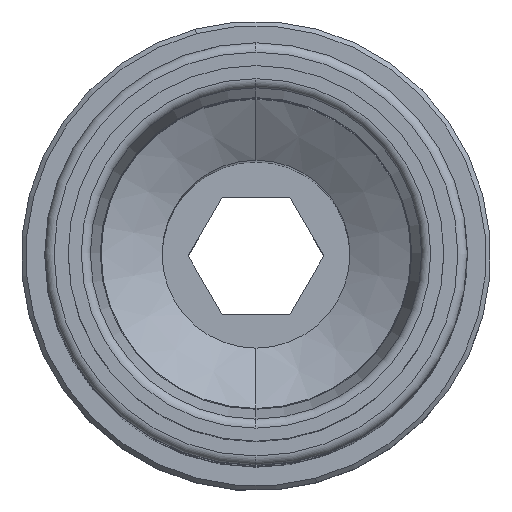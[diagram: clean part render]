
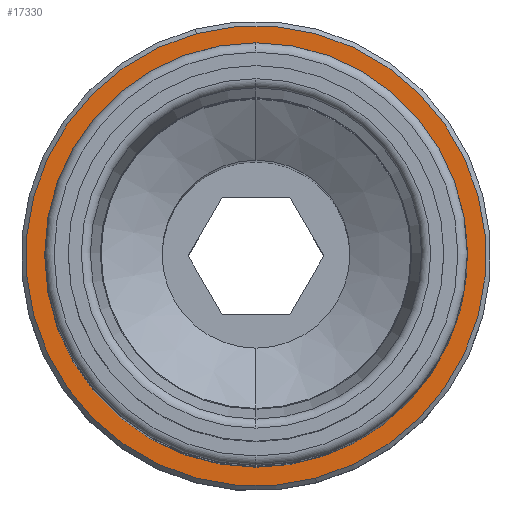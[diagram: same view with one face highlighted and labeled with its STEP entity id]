
A CAD part, top view. The second image highlights one B-rep face of the part: STEP entity #17330.
In plain terms, the highlighted face is planar.
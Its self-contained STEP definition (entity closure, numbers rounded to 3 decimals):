
#3190=CARTESIAN_POINT('',(-4.5,0.,30.4));
#3200=VERTEX_POINT('',#3190);
#3230=CARTESIAN_POINT('',(0.,0.,30.4));
#3240=DIRECTION('',(0.,0.,-1.));
#3250=DIRECTION('',(-1.,0.,0.));
#3260=AXIS2_PLACEMENT_3D('',#3230,#3240,#3250);
#3270=CIRCLE('',#3260,4.5);
#3280=CARTESIAN_POINT('',(4.,-2.062,30.4));
#3290=VERTEX_POINT('',#3280);
#3300=EDGE_CURVE('',#3290,#3200,#3270,.T.);
#3320=CARTESIAN_POINT('',(4.5,0.,30.4));
#3330=VERTEX_POINT('',#3320);
#3340=EDGE_CURVE('',#3330,#3290,#3270,.T.);
#7940=CARTESIAN_POINT('',(6.073,3.506,30.4));
#7950=DIRECTION('',(0.,-0.,-1.));
#7960=DIRECTION('',(0.966,-0.259,0.));
#7970=AXIS2_PLACEMENT_3D('',#7940,#7950,#7960);
#7980=PLANE('',#7970);
#16820=CARTESIAN_POINT('',(0.,0.,30.4));
#16830=DIRECTION('',(0.,0.,-1.));
#16840=DIRECTION('',(-0.966,0.259,0.));
#16850=AXIS2_PLACEMENT_3D('',#16820,#16830,#16840);
#16860=CIRCLE('',#16850,4.9);
#16870=CARTESIAN_POINT('',(1.268,4.733,30.4));
#16880=VERTEX_POINT('',#16870);
#16890=CARTESIAN_POINT('',(4.733,-1.268,30.4));
#16900=VERTEX_POINT('',#16890);
#16910=EDGE_CURVE('',#16880,#16900,#16860,.T.);
#17050=CARTESIAN_POINT('',(-4.733,1.268,30.4));
#17060=VERTEX_POINT('',#17050);
#17090=EDGE_CURVE('',#17060,#16880,#16860,.T.);
#17210=ORIENTED_EDGE('',*,*,#3300,.F.);
#17220=EDGE_CURVE('',#3200,#3330,#3270,.T.);
#17230=ORIENTED_EDGE('',*,*,#17220,.F.);
#17240=ORIENTED_EDGE('',*,*,#3340,.F.);
#17250=EDGE_LOOP('',(#17240,#17230,#17210));
#17260=FACE_BOUND('',#17250,.T.);
#17270=EDGE_CURVE('',#16900,#17060,#16860,.T.);
#17280=ORIENTED_EDGE('',*,*,#17270,.T.);
#17290=ORIENTED_EDGE('',*,*,#16910,.T.);
#17300=ORIENTED_EDGE('',*,*,#17090,.T.);
#17310=EDGE_LOOP('',(#17300,#17290,#17280));
#17320=FACE_OUTER_BOUND('',#17310,.T.);
#17330=ADVANCED_FACE('',(#17260,#17320),#7980,.T.);
